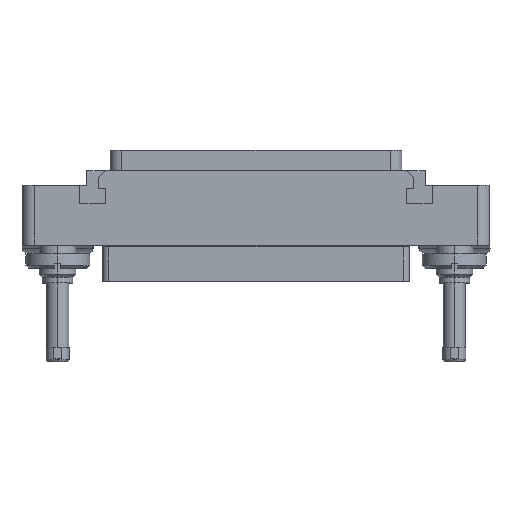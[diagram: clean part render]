
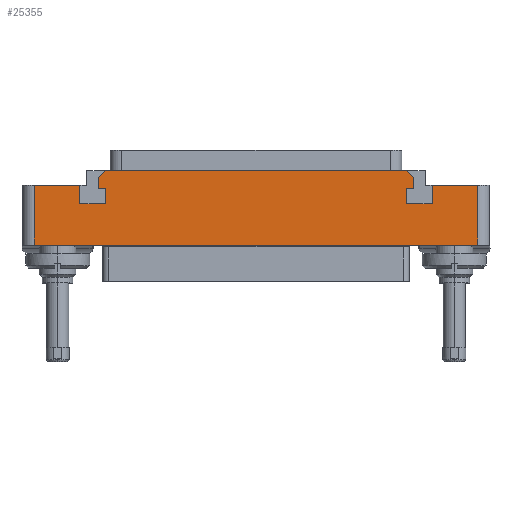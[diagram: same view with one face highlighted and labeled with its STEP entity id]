
A CAD part, top view. The second image highlights one B-rep face of the part: STEP entity #25355.
In plain terms, the highlighted planar face has unit normal (0, 0, 1).
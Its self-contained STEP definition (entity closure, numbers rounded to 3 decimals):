
#1=DIRECTION('',(-1.,0.,0.));
#2=VECTOR('',#1,76.);
#3=CARTESIAN_POINT('',(38.,0.,7.));
#4=LINE('',#3,#2);
#5=DIRECTION('',(1.,0.,0.));
#6=VECTOR('',#5,7.8);
#7=CARTESIAN_POINT('',(-38.,10.25,7.));
#8=LINE('',#7,#6);
#9=DIRECTION('',(0.,-1.,0.));
#10=VECTOR('',#9,3.2);
#11=CARTESIAN_POINT('',(-30.2,10.25,7.));
#12=LINE('',#11,#10);
#13=DIRECTION('',(1.,0.,0.));
#14=VECTOR('',#13,4.4);
#15=CARTESIAN_POINT('',(-30.2,7.05,7.));
#16=LINE('',#15,#14);
#17=DIRECTION('',(0.,1.,0.));
#18=VECTOR('',#17,2.6);
#19=CARTESIAN_POINT('',(-25.8,7.05,7.));
#20=LINE('',#19,#18);
#21=DIRECTION('',(-1.,0.,0.));
#22=VECTOR('',#21,1.2);
#23=CARTESIAN_POINT('',(-25.8,9.65,7.));
#24=LINE('',#23,#22);
#25=DIRECTION('',(0.,-1.,0.));
#26=VECTOR('',#25,1.9);
#27=CARTESIAN_POINT('',(-27.,11.55,7.));
#28=LINE('',#27,#26);
#29=DIRECTION('',(1.,0.,0.));
#30=VECTOR('',#29,51.6);
#31=CARTESIAN_POINT('',(-25.8,12.75,7.));
#32=LINE('',#31,#30);
#33=DIRECTION('',(0.,-1.,0.));
#34=VECTOR('',#33,1.9);
#35=CARTESIAN_POINT('',(27.,11.55,7.));
#36=LINE('',#35,#34);
#37=DIRECTION('',(-1.,0.,0.));
#38=VECTOR('',#37,1.2);
#39=CARTESIAN_POINT('',(27.,9.65,7.));
#40=LINE('',#39,#38);
#41=DIRECTION('',(0.,-1.,0.));
#42=VECTOR('',#41,2.6);
#43=CARTESIAN_POINT('',(25.8,9.65,7.));
#44=LINE('',#43,#42);
#45=DIRECTION('',(1.,0.,0.));
#46=VECTOR('',#45,4.4);
#47=CARTESIAN_POINT('',(25.8,7.05,7.));
#48=LINE('',#47,#46);
#49=DIRECTION('',(0.,1.,0.));
#50=VECTOR('',#49,3.2);
#51=CARTESIAN_POINT('',(30.2,7.05,7.));
#52=LINE('',#51,#50);
#53=DIRECTION('',(1.,0.,0.));
#54=VECTOR('',#53,7.8);
#55=CARTESIAN_POINT('',(30.2,10.25,7.));
#56=LINE('',#55,#54);
#57=DIRECTION('',(0.,1.,0.));
#58=VECTOR('',#57,10.25);
#59=CARTESIAN_POINT('',(38.,0.,7.));
#60=LINE('',#59,#58);
#347=DIRECTION('',(0.707,-0.707,0.));
#348=VECTOR('',#347,1.697);
#349=CARTESIAN_POINT('',(25.8,12.75,7.));
#350=LINE('',#349,#348);
#371=DIRECTION('',(-0.707,-0.707,0.));
#372=VECTOR('',#371,1.697);
#373=CARTESIAN_POINT('',(-25.8,12.75,7.));
#374=LINE('',#373,#372);
#443=DIRECTION('',(0.,-1.,0.));
#444=VECTOR('',#443,10.25);
#445=CARTESIAN_POINT('',(-38.,10.25,7.));
#446=LINE('',#445,#444);
#20386=CARTESIAN_POINT('',(-30.2,10.25,7.));
#20387=CARTESIAN_POINT('',(-30.2,7.05,7.));
#20388=VERTEX_POINT('',#20386);
#20389=VERTEX_POINT('',#20387);
#20390=CARTESIAN_POINT('',(-25.8,7.05,7.));
#20391=VERTEX_POINT('',#20390);
#20392=CARTESIAN_POINT('',(-25.8,9.65,7.));
#20393=VERTEX_POINT('',#20392);
#20394=CARTESIAN_POINT('',(-27.,9.65,7.));
#20395=VERTEX_POINT('',#20394);
#20396=CARTESIAN_POINT('',(27.,9.65,7.));
#20397=CARTESIAN_POINT('',(25.8,9.65,7.));
#20398=VERTEX_POINT('',#20396);
#20399=VERTEX_POINT('',#20397);
#20400=CARTESIAN_POINT('',(25.8,7.05,7.));
#20401=VERTEX_POINT('',#20400);
#20402=CARTESIAN_POINT('',(30.2,7.05,7.));
#20403=VERTEX_POINT('',#20402);
#20404=CARTESIAN_POINT('',(30.2,10.25,7.));
#20405=VERTEX_POINT('',#20404);
#20410=CARTESIAN_POINT('',(-25.8,12.75,7.));
#20412=VERTEX_POINT('',#20410);
#20414=CARTESIAN_POINT('',(-27.,11.55,7.));
#20416=VERTEX_POINT('',#20414);
#20418=CARTESIAN_POINT('',(25.8,12.75,7.));
#20420=VERTEX_POINT('',#20418);
#20422=CARTESIAN_POINT('',(27.,11.55,7.));
#20424=VERTEX_POINT('',#20422);
#20514=CARTESIAN_POINT('',(38.,0.,7.));
#20515=CARTESIAN_POINT('',(38.,10.25,7.));
#20516=VERTEX_POINT('',#20514);
#20517=VERTEX_POINT('',#20515);
#20522=CARTESIAN_POINT('',(-38.,10.25,7.));
#20523=CARTESIAN_POINT('',(-38.,0.,7.));
#20524=VERTEX_POINT('',#20522);
#20525=VERTEX_POINT('',#20523);
#25312=CARTESIAN_POINT('',(0.,0.,7.));
#25313=DIRECTION('',(0.,0.,-1.));
#25314=DIRECTION('',(-1.,0.,0.));
#25315=AXIS2_PLACEMENT_3D('',#25312,#25313,#25314);
#25316=PLANE('',#25315);
#25318=ORIENTED_EDGE('',*,*,#25317,.F.);
#25320=ORIENTED_EDGE('',*,*,#25319,.T.);
#25322=ORIENTED_EDGE('',*,*,#25321,.F.);
#25324=ORIENTED_EDGE('',*,*,#25323,.T.);
#25326=ORIENTED_EDGE('',*,*,#25325,.T.);
#25328=ORIENTED_EDGE('',*,*,#25327,.T.);
#25330=ORIENTED_EDGE('',*,*,#25329,.T.);
#25332=ORIENTED_EDGE('',*,*,#25331,.T.);
#25334=ORIENTED_EDGE('',*,*,#25333,.F.);
#25336=ORIENTED_EDGE('',*,*,#25335,.F.);
#25338=ORIENTED_EDGE('',*,*,#25337,.T.);
#25340=ORIENTED_EDGE('',*,*,#25339,.T.);
#25342=ORIENTED_EDGE('',*,*,#25341,.T.);
#25344=ORIENTED_EDGE('',*,*,#25343,.T.);
#25346=ORIENTED_EDGE('',*,*,#25345,.T.);
#25348=ORIENTED_EDGE('',*,*,#25347,.T.);
#25350=ORIENTED_EDGE('',*,*,#25349,.T.);
#25352=ORIENTED_EDGE('',*,*,#25351,.T.);
#25353=EDGE_LOOP('',(#25318,#25320,#25322,#25324,#25326,#25328,#25330,#25332,
#25334,#25336,#25338,#25340,#25342,#25344,#25346,#25348,#25350,#25352));
#25354=FACE_OUTER_BOUND('',#25353,.F.);
#25355=ADVANCED_FACE('',(#25354),#25316,.F.);
#25317=EDGE_CURVE('',#20516,#20517,#60,.T.);
#25319=EDGE_CURVE('',#20516,#20525,#4,.T.);
#25321=EDGE_CURVE('',#20524,#20525,#446,.T.);
#25323=EDGE_CURVE('',#20524,#20388,#8,.T.);
#25325=EDGE_CURVE('',#20388,#20389,#12,.T.);
#25327=EDGE_CURVE('',#20389,#20391,#16,.T.);
#25329=EDGE_CURVE('',#20391,#20393,#20,.T.);
#25331=EDGE_CURVE('',#20393,#20395,#24,.T.);
#25333=EDGE_CURVE('',#20416,#20395,#28,.T.);
#25335=EDGE_CURVE('',#20412,#20416,#374,.T.);
#25337=EDGE_CURVE('',#20412,#20420,#32,.T.);
#25339=EDGE_CURVE('',#20420,#20424,#350,.T.);
#25341=EDGE_CURVE('',#20424,#20398,#36,.T.);
#25343=EDGE_CURVE('',#20398,#20399,#40,.T.);
#25345=EDGE_CURVE('',#20399,#20401,#44,.T.);
#25347=EDGE_CURVE('',#20401,#20403,#48,.T.);
#25349=EDGE_CURVE('',#20403,#20405,#52,.T.);
#25351=EDGE_CURVE('',#20405,#20517,#56,.T.);
